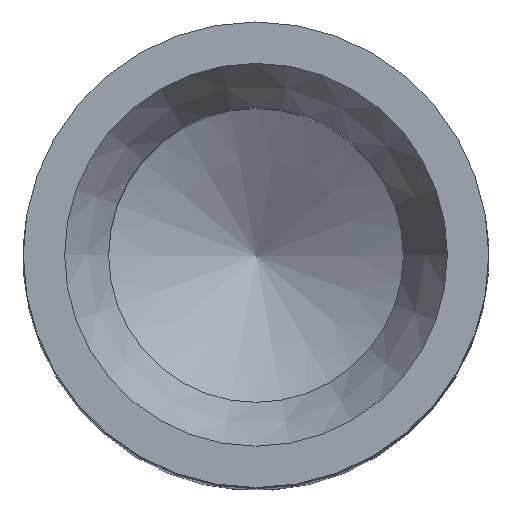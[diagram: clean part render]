
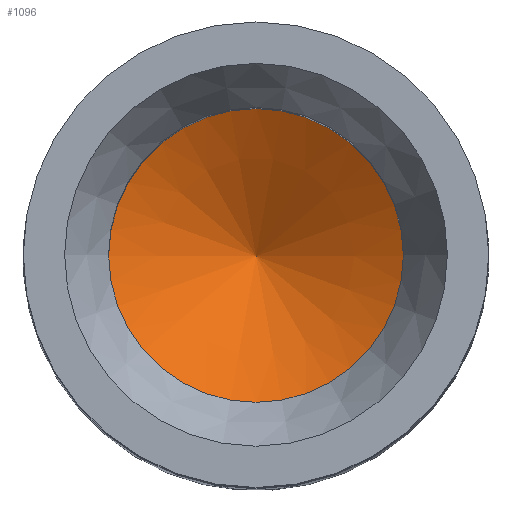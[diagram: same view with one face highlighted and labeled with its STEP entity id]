
A CAD part, top view. The second image highlights one B-rep face of the part: STEP entity #1096.
In plain terms, the highlighted conical face has half-angle 60 degrees and reference radius 0.727 mm.
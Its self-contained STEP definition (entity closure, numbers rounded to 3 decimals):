
#130=CONICAL_SURFACE('',#1243,0.727,1.047);
#190=FACE_OUTER_BOUND('',#254,.T.);
#254=EDGE_LOOP('',(#1028,#1029,#1030));
#304=LINE('',#2762,#354);
#354=VECTOR('',#1543,0.727);
#412=CIRCLE('',#1238,1.425);
#523=VERTEX_POINT('',#2750);
#526=VERTEX_POINT('',#2761);
#689=EDGE_CURVE('',#523,#523,#412,.T.);
#694=EDGE_CURVE('',#526,#523,#304,.T.);
#1028=ORIENTED_EDGE('',*,*,#694,.T.);
#1029=ORIENTED_EDGE('',*,*,#689,.T.);
#1030=ORIENTED_EDGE('',*,*,#694,.F.);
#1096=ADVANCED_FACE('',(#190),#130,.F.);
#1238=AXIS2_PLACEMENT_3D('',#2751,#1529,#1530);
#1243=AXIS2_PLACEMENT_3D('',#2760,#1541,#1542);
#1529=DIRECTION('center_axis',(0.,0.,1.));
#1530=DIRECTION('ref_axis',(1.,0.,0.));
#1541=DIRECTION('center_axis',(0.,0.,1.));
#1542=DIRECTION('ref_axis',(-1.,0.,0.));
#1543=DIRECTION('',(0.866,0.,0.5));
#2750=CARTESIAN_POINT('',(1.425,0.,3.378));
#2751=CARTESIAN_POINT('Origin',(0.,0.,3.378));
#2760=CARTESIAN_POINT('Origin',(0.,0.,2.975));
#2761=CARTESIAN_POINT('',(0.,0.,2.556));
#2762=CARTESIAN_POINT('',(0.727,0.,2.975));
